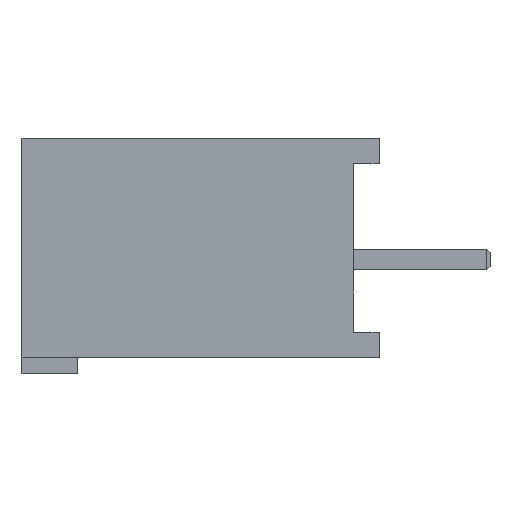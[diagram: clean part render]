
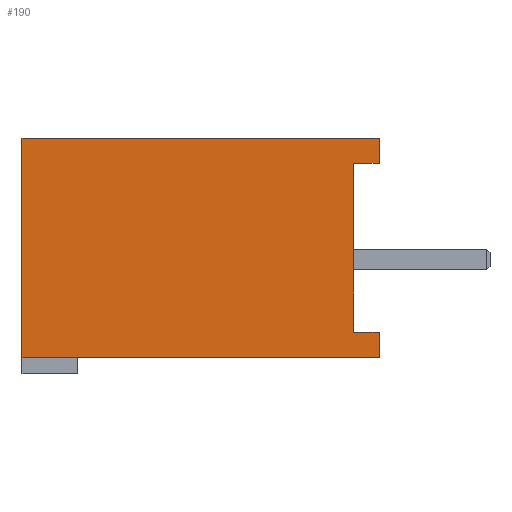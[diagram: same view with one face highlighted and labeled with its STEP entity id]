
A CAD part, left-side view. The second image highlights one B-rep face of the part: STEP entity #190.
In plain terms, the highlighted planar face has unit normal (-1, 0, 0).
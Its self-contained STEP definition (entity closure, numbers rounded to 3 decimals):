
#190=ADVANCED_FACE('',(#1310),#1312,.T.);
#1310=FACE_BOUND('',#1311,.T.);
#1311=EDGE_LOOP('',(#2214,#2215,#2216,#2217,#2218,#2219,#2220,#2221));
#1312=PLANE('',#1313);
#1313=AXIS2_PLACEMENT_3D('',#1314,#1315,#1316);
#1314=CARTESIAN_POINT('',(-21.55,0.,0.));
#1315=DIRECTION('',(-1.,-0.,-0.));
#1316=DIRECTION('',(0.,0.,-1.));
#2214=ORIENTED_EDGE('',*,*,#2761,.F.);
#2215=ORIENTED_EDGE('',*,*,#2722,.F.);
#2216=ORIENTED_EDGE('',*,*,#2708,.F.);
#2217=ORIENTED_EDGE('',*,*,#2712,.F.);
#2218=ORIENTED_EDGE('',*,*,#2725,.F.);
#2219=ORIENTED_EDGE('',*,*,#2748,.F.);
#2220=ORIENTED_EDGE('',*,*,#2715,.F.);
#2221=ORIENTED_EDGE('',*,*,#2719,.F.);
#2708=EDGE_CURVE('',#2993,#2994,#2995,.T.);
#2712=EDGE_CURVE('',#3001,#2993,#3002,.T.);
#2715=EDGE_CURVE('',#3006,#3007,#3008,.T.);
#2719=EDGE_CURVE('',#3014,#3006,#3015,.F.);
#2722=EDGE_CURVE('',#2994,#3019,#3020,.F.);
#2725=EDGE_CURVE('',#3024,#3001,#3025,.T.);
#2748=EDGE_CURVE('',#3007,#3024,#3069,.T.);
#2761=EDGE_CURVE('',#3019,#3014,#3092,.T.);
#2993=VERTEX_POINT('',#3451);
#2994=VERTEX_POINT('',#3452);
#2995=LINE('',#3453,#3454);
#3001=VERTEX_POINT('',#3467);
#3002=LINE('',#3468,#3469);
#3006=VERTEX_POINT('',#3478);
#3007=VERTEX_POINT('',#3479);
#3008=LINE('',#3480,#3481);
#3014=VERTEX_POINT('',#3494);
#3015=LINE('',#3495,#3496);
#3019=VERTEX_POINT('',#3505);
#3020=LINE('',#3506,#3507);
#3024=VERTEX_POINT('',#3516);
#3025=LINE('',#3517,#3518);
#3069=LINE('',#3607,#3608);
#3092=LINE('',#3656,#3657);
#3451=CARTESIAN_POINT('',(-21.55,-10.9,0.));
#3452=CARTESIAN_POINT('',(-21.55,-10.9,-0.775));
#3453=CARTESIAN_POINT('',(-21.55,-10.9,0.));
#3454=VECTOR('',#3455,1.);
#3455=DIRECTION('',(0.,0.,-1.));
#3467=CARTESIAN_POINT('',(-21.55,0.,0.));
#3468=CARTESIAN_POINT('',(-21.55,0.,0.));
#3469=VECTOR('',#3470,1.);
#3470=DIRECTION('',(0.,-1.,0.));
#3478=CARTESIAN_POINT('',(-21.55,-10.9,-5.925));
#3479=CARTESIAN_POINT('',(-21.55,-10.9,-6.7));
#3480=CARTESIAN_POINT('',(-21.55,-10.9,-5.925));
#3481=VECTOR('',#3482,1.);
#3482=DIRECTION('',(0.,0.,-1.));
#3494=CARTESIAN_POINT('',(-21.55,-10.125,-5.925));
#3495=CARTESIAN_POINT('',(-21.55,-10.9,-5.925));
#3496=VECTOR('',#3497,1.);
#3497=DIRECTION('',(0.,1.,0.));
#3505=CARTESIAN_POINT('',(-21.55,-10.125,-0.775));
#3506=CARTESIAN_POINT('',(-21.55,-10.125,-0.775));
#3507=VECTOR('',#3508,1.);
#3508=DIRECTION('',(0.,-1.,0.));
#3516=CARTESIAN_POINT('',(-21.55,0.,-6.7));
#3517=CARTESIAN_POINT('',(-21.55,0.,-6.7));
#3518=VECTOR('',#3519,1.);
#3519=DIRECTION('',(0.,0.,1.));
#3607=CARTESIAN_POINT('',(-21.55,-10.9,-6.7));
#3608=VECTOR('',#3609,1.);
#3609=DIRECTION('',(0.,1.,0.));
#3656=CARTESIAN_POINT('',(-21.55,-10.125,-0.775));
#3657=VECTOR('',#3658,1.);
#3658=DIRECTION('',(0.,0.,-1.));
